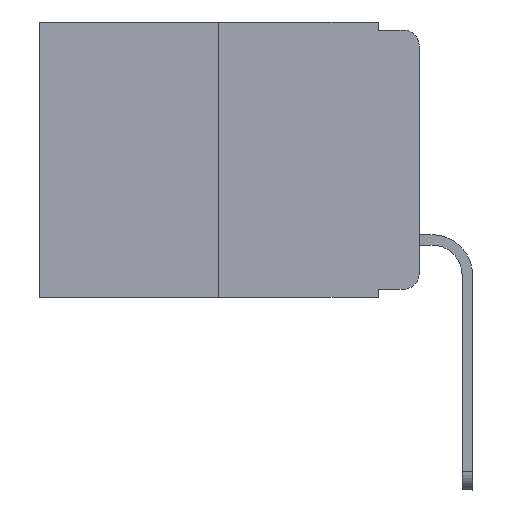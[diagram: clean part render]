
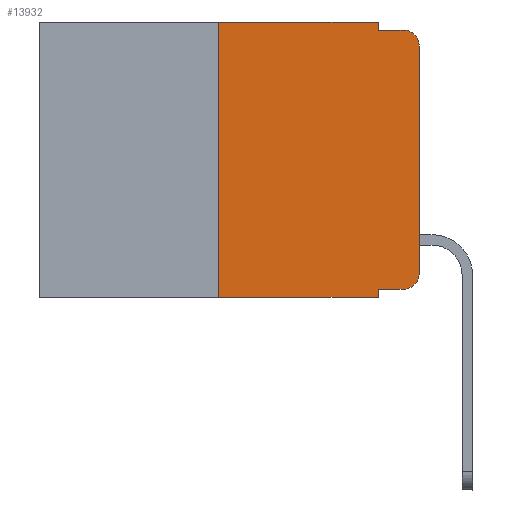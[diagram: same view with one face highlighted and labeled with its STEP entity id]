
A CAD part, left-side view. The second image highlights one B-rep face of the part: STEP entity #13932.
In plain terms, the highlighted planar face has unit normal (-1, 0, 0).
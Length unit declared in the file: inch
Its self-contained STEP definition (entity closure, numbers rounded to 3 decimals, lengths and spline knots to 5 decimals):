
#3 = EDGE_CURVE ( 'NONE', #15452, #12535, #4375, .T. ) ;
#245 = CARTESIAN_POINT ( 'NONE',  ( 0., 0.051, -0.01 ) ) ;
#257 = ORIENTED_EDGE ( 'NONE', *, *, #7300, .T. ) ;
#339 = VERTEX_POINT ( 'NONE', #5117 ) ;
#367 = DIRECTION ( 'NONE',  ( 0., 0., -1. ) ) ;
#485 = VERTEX_POINT ( 'NONE', #8098 ) ;
#578 = VECTOR ( 'NONE', #8266, 39.37008 ) ;
#1216 = DIRECTION ( 'NONE',  ( 0., -1., 0. ) ) ;
#1225 = CARTESIAN_POINT ( 'NONE',  ( 0., 0.02, -0.313 ) ) ;
#1306 = DIRECTION ( 'NONE',  ( -1., 0., 0. ) ) ;
#1330 = CARTESIAN_POINT ( 'NONE',  ( 0., 0.051, 0. ) ) ;
#2179 = CARTESIAN_POINT ( 'NONE',  ( 0., 0.25, -0.343 ) ) ;
#2390 = ORIENTED_EDGE ( 'NONE', *, *, #15423, .T. ) ;
#2412 = LINE ( 'NONE', #14264, #12118 ) ;
#2432 = LINE ( 'NONE', #6232, #5055 ) ;
#2500 = VECTOR ( 'NONE', #11740, 39.37008 ) ;
#2545 = CARTESIAN_POINT ( 'NONE',  ( 0., 0.051, -0.343 ) ) ;
#2655 = DIRECTION ( 'NONE',  ( 0., -1., 0. ) ) ;
#2761 = CARTESIAN_POINT ( 'NONE',  ( 0., 0., -0.03 ) ) ;
#3101 = ORIENTED_EDGE ( 'NONE', *, *, #6242, .T. ) ;
#3204 = CARTESIAN_POINT ( 'NONE',  ( 0., 0.051, 0. ) ) ;
#3259 = VERTEX_POINT ( 'NONE', #8022 ) ;
#3502 = LINE ( 'NONE', #9007, #13466 ) ;
#3859 = DIRECTION ( 'NONE',  ( 0., 0., -1. ) ) ;
#4067 = VECTOR ( 'NONE', #9201, 39.37008 ) ;
#4322 = FACE_OUTER_BOUND ( 'NONE', #12865, .T. ) ;
#4375 = LINE ( 'NONE', #3204, #11937 ) ;
#4487 = PLANE ( 'NONE',  #6146 ) ;
#4539 = EDGE_CURVE ( 'NONE', #339, #6191, #13015, .T. ) ;
#4584 = CARTESIAN_POINT ( 'NONE',  ( 0., 0.02, -0.03 ) ) ;
#5055 = VECTOR ( 'NONE', #3859, 39.37008 ) ;
#5117 = CARTESIAN_POINT ( 'NONE',  ( 0., 0.051, -0.01 ) ) ;
#5792 = LINE ( 'NONE', #16129, #578 ) ;
#5954 = CIRCLE ( 'NONE', #8138, 0.02 ) ;
#6146 = AXIS2_PLACEMENT_3D ( 'NONE', #13222, #10858, #367 ) ;
#6191 = VERTEX_POINT ( 'NONE', #13082 ) ;
#6232 = CARTESIAN_POINT ( 'NONE',  ( 0., 0.051, 0. ) ) ;
#6242 = EDGE_CURVE ( 'NONE', #485, #13610, #14449, .T. ) ;
#6291 = CARTESIAN_POINT ( 'NONE',  ( 0., 0.02, -0.333 ) ) ;
#6354 = EDGE_CURVE ( 'NONE', #15452, #12063, #5792, .T. ) ;
#6622 = CARTESIAN_POINT ( 'NONE',  ( 0., 0., 0. ) ) ;
#7300 = EDGE_CURVE ( 'NONE', #13610, #6191, #5954, .T. ) ;
#7566 = DIRECTION ( 'NONE',  ( 0., 0., 1. ) ) ;
#8022 = CARTESIAN_POINT ( 'NONE',  ( 0., 0.25, 0. ) ) ;
#8098 = CARTESIAN_POINT ( 'NONE',  ( 0., 0., -0.313 ) ) ;
#8138 = AXIS2_PLACEMENT_3D ( 'NONE', #4584, #11370, #16276 ) ;
#8266 = DIRECTION ( 'NONE',  ( 0., -1., 0. ) ) ;
#8378 = EDGE_CURVE ( 'NONE', #12063, #485, #15587, .T. ) ;
#9007 = CARTESIAN_POINT ( 'NONE',  ( 0., 0.473, -0.343 ) ) ;
#9201 = DIRECTION ( 'NONE',  ( 0., 0., 1. ) ) ;
#9279 = ORIENTED_EDGE ( 'NONE', *, *, #3, .F. ) ;
#9401 = VERTEX_POINT ( 'NONE', #2179 ) ;
#10205 = CARTESIAN_POINT ( 'NONE',  ( 0., 0.25, 0. ) ) ;
#10281 = DIRECTION ( 'NONE',  ( 0., 0., -1. ) ) ;
#10453 = AXIS2_PLACEMENT_3D ( 'NONE', #1225, #1306, #10281 ) ;
#10482 = ORIENTED_EDGE ( 'NONE', *, *, #13859, .F. ) ;
#10858 = DIRECTION ( 'NONE',  ( 1., 0., 0. ) ) ;
#10879 = ORIENTED_EDGE ( 'NONE', *, *, #14708, .F. ) ;
#11370 = DIRECTION ( 'NONE',  ( -1., 0., 0. ) ) ;
#11740 = DIRECTION ( 'NONE',  ( 0., -1., 0. ) ) ;
#11857 = LINE ( 'NONE', #10205, #14008 ) ;
#11937 = VECTOR ( 'NONE', #12253, 39.37008 ) ;
#12063 = VERTEX_POINT ( 'NONE', #6291 ) ;
#12089 = ORIENTED_EDGE ( 'NONE', *, *, #4539, .F. ) ;
#12118 = VECTOR ( 'NONE', #2655, 39.37008 ) ;
#12253 = DIRECTION ( 'NONE',  ( 0., 0., -1. ) ) ;
#12535 = VERTEX_POINT ( 'NONE', #2545 ) ;
#12865 = EDGE_LOOP ( 'NONE', ( #3101, #257, #12089, #10879, #16672, #10482, #2390, #9279, #15750, #14931 ) ) ;
#13015 = LINE ( 'NONE', #245, #2500 ) ;
#13082 = CARTESIAN_POINT ( 'NONE',  ( 0., 0.02, -0.01 ) ) ;
#13222 = CARTESIAN_POINT ( 'NONE',  ( 0., 0.473, 0. ) ) ;
#13452 = VERTEX_POINT ( 'NONE', #1330 ) ;
#13466 = VECTOR ( 'NONE', #1216, 39.37008 ) ;
#13610 = VERTEX_POINT ( 'NONE', #2761 ) ;
#13859 = EDGE_CURVE ( 'NONE', #9401, #3259, #11857, .T. ) ;
#13932 = ADVANCED_FACE ( 'NONE', ( #4322 ), #4487, .F. ) ;
#14008 = VECTOR ( 'NONE', #7566, 39.37008 ) ;
#14264 = CARTESIAN_POINT ( 'NONE',  ( 0., 0.473, 0. ) ) ;
#14449 = LINE ( 'NONE', #6622, #4067 ) ;
#14708 = EDGE_CURVE ( 'NONE', #13452, #339, #2432, .T. ) ;
#14931 = ORIENTED_EDGE ( 'NONE', *, *, #8378, .T. ) ;
#15423 = EDGE_CURVE ( 'NONE', #9401, #12535, #3502, .T. ) ;
#15452 = VERTEX_POINT ( 'NONE', #16694 ) ;
#15587 = CIRCLE ( 'NONE', #10453, 0.02 ) ;
#15750 = ORIENTED_EDGE ( 'NONE', *, *, #6354, .T. ) ;
#16129 = CARTESIAN_POINT ( 'NONE',  ( 0., 0.051, -0.333 ) ) ;
#16276 = DIRECTION ( 'NONE',  ( 0., 0., -1. ) ) ;
#16339 = EDGE_CURVE ( 'NONE', #3259, #13452, #2412, .T. ) ;
#16672 = ORIENTED_EDGE ( 'NONE', *, *, #16339, .F. ) ;
#16694 = CARTESIAN_POINT ( 'NONE',  ( 0., 0.051, -0.333 ) ) ;
